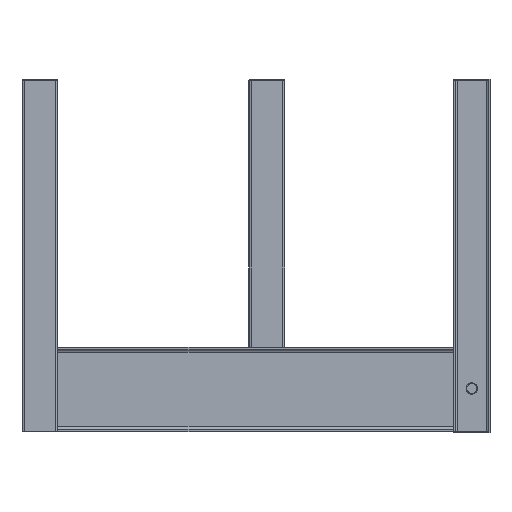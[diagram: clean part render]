
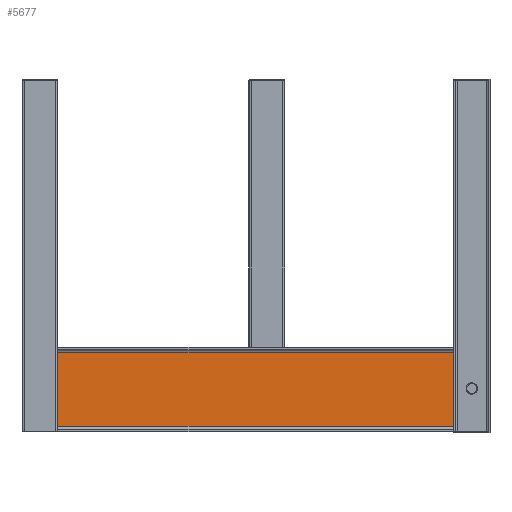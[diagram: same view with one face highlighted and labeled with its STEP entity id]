
A CAD part, left-side view. The second image highlights one B-rep face of the part: STEP entity #5677.
In plain terms, the highlighted planar face has unit normal (-1, 0, 0).
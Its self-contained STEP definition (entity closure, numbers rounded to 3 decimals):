
#11 = LINE ( 'NONE', #4222, #3010 ) ;
#241 = ORIENTED_EDGE ( 'NONE', *, *, #5397, .T. ) ;
#740 = VERTEX_POINT ( 'NONE', #3600 ) ;
#907 = DIRECTION ( 'NONE',  ( 0., 0., 1. ) ) ;
#2018 = AXIS2_PLACEMENT_3D ( 'NONE', #5020, #5155, #4133 ) ;
#2137 = DIRECTION ( 'NONE',  ( 0., -1., 0. ) ) ;
#2407 = PLANE ( 'NONE',  #2018 ) ;
#2608 = LINE ( 'NONE', #5779, #4444 ) ;
#2689 = CARTESIAN_POINT ( 'NONE',  ( -753.45, 1810., 21.1 ) ) ;
#2872 = CARTESIAN_POINT ( 'NONE',  ( -753.45, 1810., 21.1 ) ) ;
#3010 = VECTOR ( 'NONE', #6314, 1000. ) ;
#3055 = FACE_OUTER_BOUND ( 'NONE', #5742, .T. ) ;
#3091 = CARTESIAN_POINT ( 'NONE',  ( -753.45, 153.4, 21.1 ) ) ;
#3330 = ORIENTED_EDGE ( 'NONE', *, *, #6458, .F. ) ;
#3600 = CARTESIAN_POINT ( 'NONE',  ( -753.45, 1810., 21.1 ) ) ;
#3775 = CARTESIAN_POINT ( 'NONE',  ( -753.45, 1810., 330.9 ) ) ;
#3944 = LINE ( 'NONE', #2872, #4881 ) ;
#4133 = DIRECTION ( 'NONE',  ( 0., 0., -1. ) ) ;
#4185 = CARTESIAN_POINT ( 'NONE',  ( -753.45, 153.4, 330.9 ) ) ;
#4222 = CARTESIAN_POINT ( 'NONE',  ( -753.45, 153.4, 21.1 ) ) ;
#4318 = VERTEX_POINT ( 'NONE', #3091 ) ;
#4357 = EDGE_CURVE ( 'NONE', #6394, #6235, #2608, .T. ) ;
#4444 = VECTOR ( 'NONE', #2137, 1000. ) ;
#4752 = LINE ( 'NONE', #2689, #5206 ) ;
#4792 = DIRECTION ( 'NONE',  ( 0., -1., 0. ) ) ;
#4881 = VECTOR ( 'NONE', #907, 1000. ) ;
#5020 = CARTESIAN_POINT ( 'NONE',  ( -753.45, 1810., 21.1 ) ) ;
#5084 = ORIENTED_EDGE ( 'NONE', *, *, #6278, .T. ) ;
#5155 = DIRECTION ( 'NONE',  ( -1., 0., 0. ) ) ;
#5206 = VECTOR ( 'NONE', #4792, 1000. ) ;
#5397 = EDGE_CURVE ( 'NONE', #740, #4318, #4752, .T. ) ;
#5677 = ADVANCED_FACE ( 'NONE', ( #3055 ), #2407, .T. ) ;
#5742 = EDGE_LOOP ( 'NONE', ( #241, #5084, #6383, #3330 ) ) ;
#5779 = CARTESIAN_POINT ( 'NONE',  ( -753.45, 1810., 330.9 ) ) ;
#6235 = VERTEX_POINT ( 'NONE', #4185 ) ;
#6278 = EDGE_CURVE ( 'NONE', #4318, #6235, #11, .T. ) ;
#6314 = DIRECTION ( 'NONE',  ( 0., 0., 1. ) ) ;
#6383 = ORIENTED_EDGE ( 'NONE', *, *, #4357, .F. ) ;
#6394 = VERTEX_POINT ( 'NONE', #3775 ) ;
#6458 = EDGE_CURVE ( 'NONE', #740, #6394, #3944, .T. ) ;
